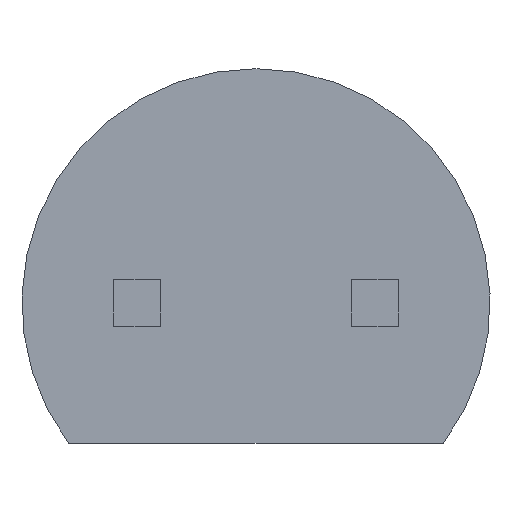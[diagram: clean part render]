
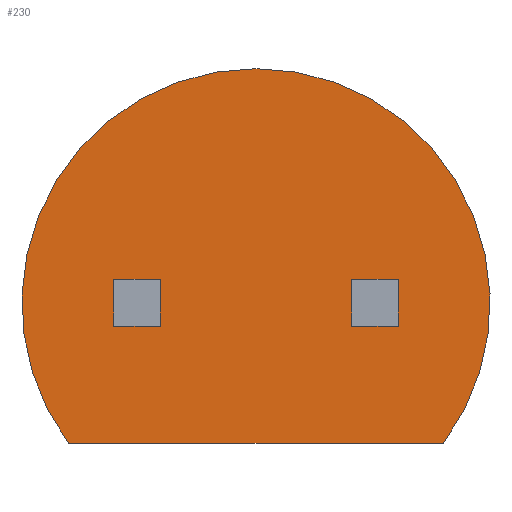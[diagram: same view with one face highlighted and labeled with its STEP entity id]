
A CAD part, front view. The second image highlights one B-rep face of the part: STEP entity #230.
In plain terms, the highlighted planar face has unit normal (0, -1, 0).
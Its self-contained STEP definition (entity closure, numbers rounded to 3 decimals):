
#26 = DIRECTION ( 'NONE',  ( 0., 1., 0. ) ) ;
#75 = FACE_OUTER_BOUND ( 'NONE', #345, .T. ) ;
#96 = ORIENTED_EDGE ( 'NONE', *, *, #605, .F. ) ;
#100 = DIRECTION ( 'NONE',  ( 0., 1., 0. ) ) ;
#148 = VERTEX_POINT ( 'NONE', #498 ) ;
#183 = AXIS2_PLACEMENT_3D ( 'NONE', #187, #26, #317 ) ;
#187 = CARTESIAN_POINT ( 'NONE',  ( 0., 0., 0. ) ) ;
#210 = VERTEX_POINT ( 'NONE', #226 ) ;
#212 = CARTESIAN_POINT ( 'NONE',  ( 0., 0., 0. ) ) ;
#226 = CARTESIAN_POINT ( 'NONE',  ( -2., 0., -1.5 ) ) ;
#230 = ADVANCED_FACE ( 'NONE', ( #75 ), #414, .F. ) ;
#285 = LINE ( 'NONE', #500, #542 ) ;
#316 = DIRECTION ( 'NONE',  ( 0., 0., 1. ) ) ;
#317 = DIRECTION ( 'NONE',  ( 0., 0., 1. ) ) ;
#345 = EDGE_LOOP ( 'NONE', ( #96, #472 ) ) ;
#383 = EDGE_CURVE ( 'NONE', #148, #210, #285, .T. ) ;
#414 = PLANE ( 'NONE',  #183 ) ;
#472 = ORIENTED_EDGE ( 'NONE', *, *, #383, .F. ) ;
#498 = CARTESIAN_POINT ( 'NONE',  ( 2., 0., -1.5 ) ) ;
#500 = CARTESIAN_POINT ( 'NONE',  ( -2., 0., -1.5 ) ) ;
#502 = AXIS2_PLACEMENT_3D ( 'NONE', #212, #100, #316 ) ;
#509 = DIRECTION ( 'NONE',  ( -1., 0., 0. ) ) ;
#542 = VECTOR ( 'NONE', #509, 1000. ) ;
#605 = EDGE_CURVE ( 'NONE', #210, #148, #618, .T. ) ;
#618 = CIRCLE ( 'NONE', #502, 2.5 ) ;
